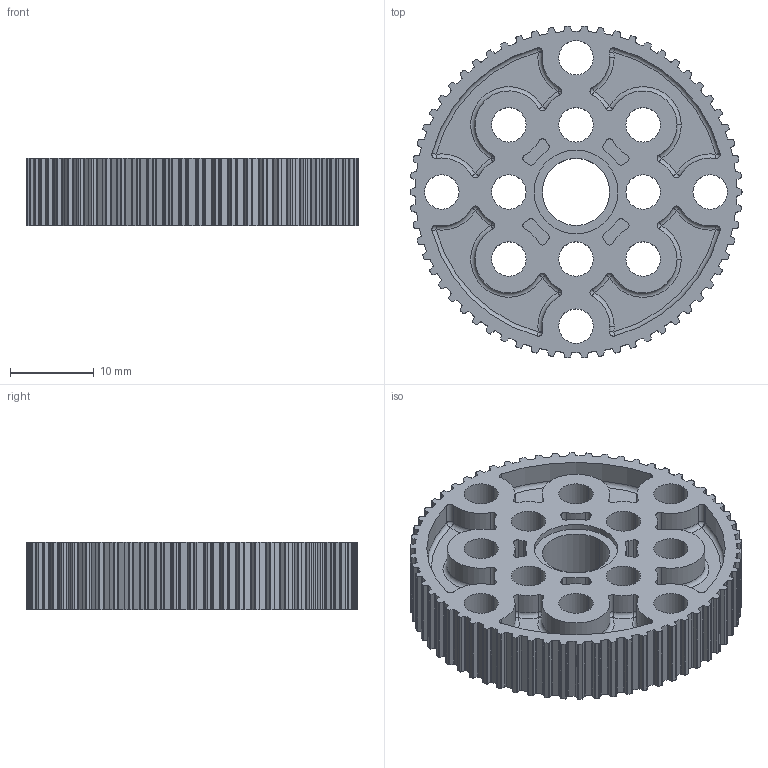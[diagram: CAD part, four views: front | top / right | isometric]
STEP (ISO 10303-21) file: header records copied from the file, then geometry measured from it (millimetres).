
FILE_DESCRIPTION (( 'STEP AP214' ), '1' );
FILE_NAME ('Plastic Timing Pulley 62T蛁呿肮祭謫62T.step', '2016-10-28T04:16:00', ( 'dell' ), ( '' ), 'SwSTEP 2.0', 'SolidWorks 2013', '' );
FILE_SCHEMA (( 'AUTOMOTIVE_DESIGN' ));
Length unit declared in the file: millimetre
Products named in the file (1): Plastic Timing Pulley 62T蛁呿肮祭謫62T
Bounding box: 39.59 x 39.56 x 8 mm (x, y, z)
Volume: 5778.9 mm3; surface area: 6181 mm2
Topology: 1 solids, 1 shells, 859 faces, 2405 edges, 1534 vertices
Faces by surface type: cylinder 533, plane 206, sphere 64, torus 56
Entity records: 27643 total; most frequent: DIRECTION 5311, CARTESIAN_POINT 4703, ORIENTED_EDGE 4682, EDGE_CURVE 2341, AXIS2_PLACEMENT_3D 2110, VERTEX_POINT 1502, CIRCLE 1250, LINE 1091
